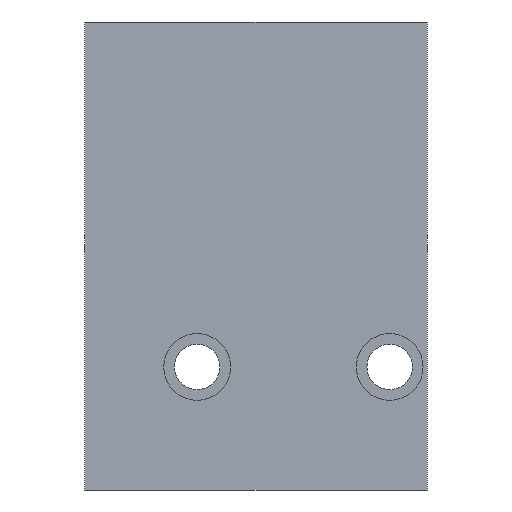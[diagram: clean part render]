
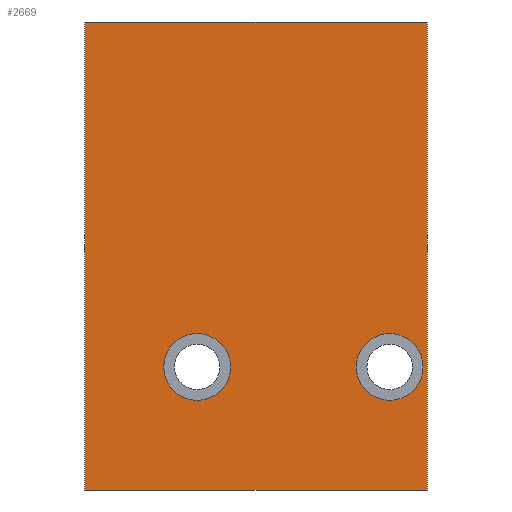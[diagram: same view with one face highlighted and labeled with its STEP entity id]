
A CAD part, front view. The second image highlights one B-rep face of the part: STEP entity #2669.
In plain terms, the highlighted planar face has unit normal (0, -1, 0).
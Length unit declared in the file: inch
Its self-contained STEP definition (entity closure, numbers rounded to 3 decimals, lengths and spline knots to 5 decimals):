
#5=DIRECTION('',(1.,0.,0.));
#6=VECTOR('',#5,4.);
#7=CARTESIAN_POINT('',(0.,-2.188,0.));
#8=LINE('',#7,#6);
#75=DIRECTION('',(0.,0.,1.));
#76=VECTOR('',#75,5.469);
#77=CARTESIAN_POINT('',(4.,-2.188,0.));
#78=LINE('',#77,#76);
#79=DIRECTION('',(0.,0.,1.));
#80=VECTOR('',#79,5.469);
#81=CARTESIAN_POINT('',(0.,-2.188,0.));
#82=LINE('',#81,#80);
#83=CARTESIAN_POINT('',(1.312,-2.188,1.438));
#84=DIRECTION('',(0.,1.,0.));
#85=DIRECTION('',(0.,0.,-1.));
#86=AXIS2_PLACEMENT_3D('',#83,#84,#85);
#88=CARTESIAN_POINT('',(1.312,-2.188,1.438));
#89=DIRECTION('',(0.,1.,0.));
#90=DIRECTION('',(0.,0.,1.));
#91=AXIS2_PLACEMENT_3D('',#88,#89,#90);
#93=CARTESIAN_POINT('',(3.562,-2.188,1.438));
#94=DIRECTION('',(0.,1.,0.));
#95=DIRECTION('',(0.,0.,-1.));
#96=AXIS2_PLACEMENT_3D('',#93,#94,#95);
#98=CARTESIAN_POINT('',(3.562,-2.188,1.438));
#99=DIRECTION('',(0.,1.,0.));
#100=DIRECTION('',(0.,0.,1.));
#101=AXIS2_PLACEMENT_3D('',#98,#99,#100);
#115=DIRECTION('',(1.,0.,0.));
#116=VECTOR('',#115,4.);
#117=CARTESIAN_POINT('',(0.,-2.188,5.469));
#118=LINE('',#117,#116);
#2325=CARTESIAN_POINT('',(0.,-2.188,0.));
#2327=VERTEX_POINT('',#2325);
#2328=CARTESIAN_POINT('',(4.,-2.188,0.));
#2329=VERTEX_POINT('',#2328);
#2333=CARTESIAN_POINT('',(0.,-2.188,5.469));
#2335=VERTEX_POINT('',#2333);
#2336=CARTESIAN_POINT('',(4.,-2.188,5.469));
#2337=VERTEX_POINT('',#2336);
#2536=CARTESIAN_POINT('',(1.312,-2.188,1.0475));
#2537=CARTESIAN_POINT('',(1.312,-2.188,1.8285));
#2538=VERTEX_POINT('',#2536);
#2539=VERTEX_POINT('',#2537);
#2548=CARTESIAN_POINT('',(3.562,-2.188,1.0475));
#2549=CARTESIAN_POINT('',(3.562,-2.188,1.8285));
#2550=VERTEX_POINT('',#2548);
#2551=VERTEX_POINT('',#2549);
#2645=CARTESIAN_POINT('',(0.,-2.188,0.));
#2646=DIRECTION('',(0.,-1.,0.));
#2647=DIRECTION('',(1.,0.,0.));
#2648=AXIS2_PLACEMENT_3D('',#2645,#2646,#2647);
#2649=PLANE('',#2648);
#2650=ORIENTED_EDGE('',*,*,#2563,.F.);
#2651=ORIENTED_EDGE('',*,*,#2594,.T.);
#2653=ORIENTED_EDGE('',*,*,#2652,.T.);
#2654=ORIENTED_EDGE('',*,*,#2637,.F.);
#2655=EDGE_LOOP('',(#2650,#2651,#2653,#2654));
#2656=FACE_OUTER_BOUND('',#2655,.F.);
#2658=ORIENTED_EDGE('',*,*,#2657,.F.);
#2660=ORIENTED_EDGE('',*,*,#2659,.F.);
#2661=EDGE_LOOP('',(#2658,#2660));
#2662=FACE_BOUND('',#2661,.F.);
#2664=ORIENTED_EDGE('',*,*,#2663,.F.);
#2666=ORIENTED_EDGE('',*,*,#2665,.F.);
#2667=EDGE_LOOP('',(#2664,#2666));
#2668=FACE_BOUND('',#2667,.F.);
#2669=ADVANCED_FACE('',(#2656,#2662,#2668),#2649,.T.);
#87=CIRCLE('',#86,0.3905);
#92=CIRCLE('',#91,0.3905);
#97=CIRCLE('',#96,0.3905);
#102=CIRCLE('',#101,0.3905);
#2563=EDGE_CURVE('',#2327,#2329,#8,.T.);
#2594=EDGE_CURVE('',#2327,#2335,#82,.T.);
#2637=EDGE_CURVE('',#2329,#2337,#78,.T.);
#2652=EDGE_CURVE('',#2335,#2337,#118,.T.);
#2657=EDGE_CURVE('',#2538,#2539,#87,.T.);
#2659=EDGE_CURVE('',#2539,#2538,#92,.T.);
#2663=EDGE_CURVE('',#2550,#2551,#97,.T.);
#2665=EDGE_CURVE('',#2551,#2550,#102,.T.);
